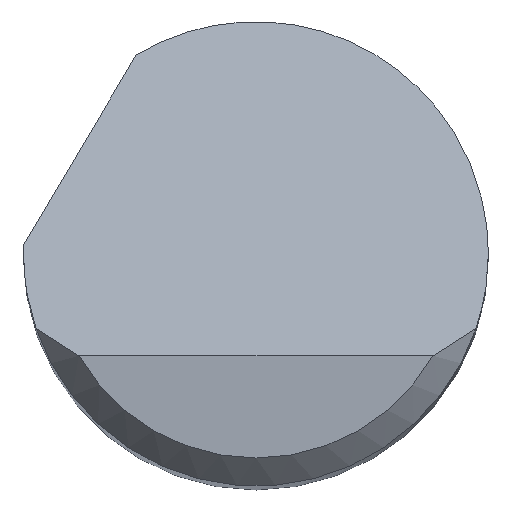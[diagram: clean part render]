
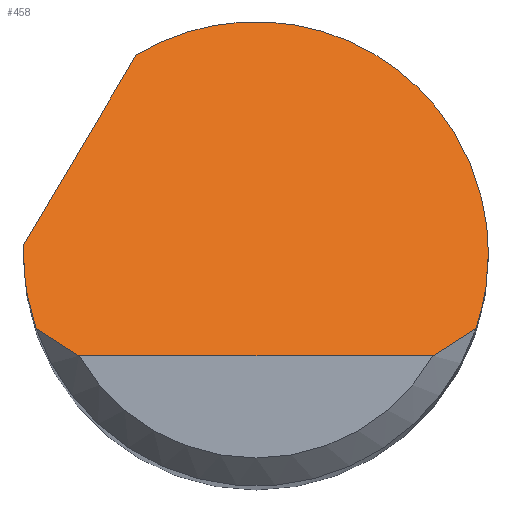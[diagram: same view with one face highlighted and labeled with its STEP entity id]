
A CAD part, top view. The second image highlights one B-rep face of the part: STEP entity #458.
In plain terms, the highlighted planar face has unit normal (0, 0.707, 0.707).
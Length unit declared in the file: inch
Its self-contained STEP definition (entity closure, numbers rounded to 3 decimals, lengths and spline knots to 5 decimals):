
#1 = CARTESIAN_POINT ( 'NONE',  ( -0.12279, -0.02708, 1.97208 ) ) ;
#7 = EDGE_CURVE ( 'NONE', #370, #736, #224, .T. ) ;
#21 = ORIENTED_EDGE ( 'NONE', *, *, #82, .T. ) ;
#25 = CARTESIAN_POINT ( 'NONE',  ( -0.09526, -0.055, 2. ) ) ;
#44 = CARTESIAN_POINT ( 'NONE',  ( 0.125, 0.10961, 1.83539 ) ) ;
#45 = ORIENTED_EDGE ( 'NONE', *, *, #737, .F. ) ;
#53 = CARTESIAN_POINT ( 'NONE',  ( -0.125, -0.055, 2. ) ) ;
#57 = CARTESIAN_POINT ( 'NONE',  ( 0.11107, -0.04528, 1.99028 ) ) ;
#68 = CARTESIAN_POINT ( 'NONE',  ( -0.15516, -0.04606, 1.99106 ) ) ;
#75 =( BOUNDED_CURVE ( )  B_SPLINE_CURVE ( 3, ( #876, #95, #44, #183 ),
 .UNSPECIFIED., .F., .F. ) 
 B_SPLINE_CURVE_WITH_KNOTS ( ( 4, 4 ),
 ( 5.74227, 7.85398 ),
 .UNSPECIFIED. ) 
 CURVE ( )  GEOMETRIC_REPRESENTATION_ITEM ( )  RATIONAL_B_SPLINE_CURVE ( ( 1., 0.662, 0.662, 1. ) ) 
 REPRESENTATION_ITEM ( '' )  );
#82 = EDGE_CURVE ( 'NONE', #91, #736, #644, .T. ) ;
#91 = VERTEX_POINT ( 'NONE', #182 ) ;
#95 = CARTESIAN_POINT ( 'NONE',  ( 0.0296, 0.1636, 1.7814 ) ) ;
#105 = VERTEX_POINT ( 'NONE', #330 ) ;
#112 = CARTESIAN_POINT ( 'NONE',  ( 0.11843, -0.04, 1.985 ) ) ;
#123 = CARTESIAN_POINT ( 'NONE',  ( -0.125, 0., 1.945 ) ) ;
#157 = CARTESIAN_POINT ( 'NONE',  ( 0.125, 0., 1.945 ) ) ;
#182 = CARTESIAN_POINT ( 'NONE',  ( 0.09526, -0.055, 2. ) ) ;
#183 = CARTESIAN_POINT ( 'NONE',  ( 0.125, 0., 1.945 ) ) ;
#224 =( BOUNDED_CURVE ( )  B_SPLINE_CURVE ( 3, ( #462, #592, #527, #112 ),
 .UNSPECIFIED., .F., .F. ) 
 B_SPLINE_CURVE_WITH_KNOTS ( ( 4, 4 ),
 ( 1.5708, 1.89653 ),
 .UNSPECIFIED. ) 
 CURVE ( )  GEOMETRIC_REPRESENTATION_ITEM ( )  RATIONAL_B_SPLINE_CURVE ( ( 1., 0.991, 0.991, 1. ) ) 
 REPRESENTATION_ITEM ( '' )  );
#255 = CARTESIAN_POINT ( 'NONE',  ( -0.09526, -0.055, 2. ) ) ;
#266 = LINE ( 'NONE', #68, #270 ) ;
#270 = VECTOR ( 'NONE', #694, 39.37008 ) ;
#283 = EDGE_CURVE ( 'NONE', #898, #452, #314, .T. ) ;
#286 = AXIS2_PLACEMENT_3D ( 'NONE', #53, #534, #326 ) ;
#297 = VERTEX_POINT ( 'NONE', #504 ) ;
#314 = B_SPLINE_CURVE_WITH_KNOTS ( 'NONE', 3,
 ( #663, #447, #577, #25 ),
 .UNSPECIFIED., .F., .F.,
 ( 4, 4 ),
 ( 0., 0.0008 ),
 .UNSPECIFIED. ) ;
#320 = EDGE_CURVE ( 'NONE', #754, #370, #75, .T. ) ;
#326 = DIRECTION ( 'NONE',  ( 0., 0.707, -0.707 ) ) ;
#330 = CARTESIAN_POINT ( 'NONE',  ( -0.1249, 0.005, 1.94 ) ) ;
#365 = ORIENTED_EDGE ( 'NONE', *, *, #7, .F. ) ;
#370 = VERTEX_POINT ( 'NONE', #157 ) ;
#371 = CARTESIAN_POINT ( 'NONE',  ( 0., -0.055, 2. ) ) ;
#438 = VECTOR ( 'NONE', #587, 39.37008 ) ;
#446 =( BOUNDED_CURVE ( )  B_SPLINE_CURVE ( 3, ( #902, #1, #758, #123 ),
 .UNSPECIFIED., .F., .F. ) 
 B_SPLINE_CURVE_WITH_KNOTS ( ( 4, 4 ),
 ( 4.38666, 4.71239 ),
 .UNSPECIFIED. ) 
 CURVE ( )  GEOMETRIC_REPRESENTATION_ITEM ( )  RATIONAL_B_SPLINE_CURVE ( ( 1., 0.991, 0.991, 1. ) ) 
 REPRESENTATION_ITEM ( '' )  );
#447 = CARTESIAN_POINT ( 'NONE',  ( -0.11107, -0.04528, 1.99028 ) ) ;
#450 = CARTESIAN_POINT ( 'NONE',  ( 0.11843, -0.04, 1.985 ) ) ;
#452 = VERTEX_POINT ( 'NONE', #255 ) ;
#456 = CARTESIAN_POINT ( 'NONE',  ( 0.11843, -0.04, 1.985 ) ) ;
#458 = ADVANCED_FACE ( 'NONE', ( #748 ), #684, .F. ) ;
#462 = CARTESIAN_POINT ( 'NONE',  ( 0.125, 0., 1.945 ) ) ;
#489 = ORIENTED_EDGE ( 'NONE', *, *, #786, .F. ) ;
#504 = CARTESIAN_POINT ( 'NONE',  ( -0.125, 0., 1.945 ) ) ;
#506 = ORIENTED_EDGE ( 'NONE', *, *, #320, .F. ) ;
#527 = CARTESIAN_POINT ( 'NONE',  ( 0.12279, -0.02708, 1.97208 ) ) ;
#534 = DIRECTION ( 'NONE',  ( 0., -0.707, -0.707 ) ) ;
#536 = CARTESIAN_POINT ( 'NONE',  ( -0.12497, 0.00333, 1.94167 ) ) ;
#552 = EDGE_CURVE ( 'NONE', #105, #754, #266, .T. ) ;
#577 = CARTESIAN_POINT ( 'NONE',  ( -0.10339, -0.05031, 1.99531 ) ) ;
#581 = LINE ( 'NONE', #371, #438 ) ;
#587 = DIRECTION ( 'NONE',  ( 1., 0., 0. ) ) ;
#592 = CARTESIAN_POINT ( 'NONE',  ( 0.125, -0.01363, 1.95863 ) ) ;
#607 = CARTESIAN_POINT ( 'NONE',  ( -0.125, 0., 1.945 ) ) ;
#644 = B_SPLINE_CURVE_WITH_KNOTS ( 'NONE', 3,
 ( #766, #880, #57, #456 ),
 .UNSPECIFIED., .F., .F.,
 ( 4, 4 ),
 ( 0., 0.0008 ),
 .UNSPECIFIED. ) ;
#651 = CARTESIAN_POINT ( 'NONE',  ( -0.11843, -0.04, 1.985 ) ) ;
#663 = CARTESIAN_POINT ( 'NONE',  ( -0.11843, -0.04, 1.985 ) ) ;
#680 = ORIENTED_EDGE ( 'NONE', *, *, #552, .F. ) ;
#684 = PLANE ( 'NONE',  #286 ) ;
#694 = DIRECTION ( 'NONE',  ( 0.386, 0.652, -0.652 ) ) ;
#695 = EDGE_CURVE ( 'NONE', #452, #91, #581, .T. ) ;
#736 = VERTEX_POINT ( 'NONE', #450 ) ;
#737 = EDGE_CURVE ( 'NONE', #297, #105, #739, .T. ) ;
#739 =( BOUNDED_CURVE ( )  B_SPLINE_CURVE ( 3, ( #607, #879, #536, #742 ),
 .UNSPECIFIED., .F., .F. ) 
 B_SPLINE_CURVE_WITH_KNOTS ( ( 4, 4 ),
 ( 4.71239, 4.7524 ),
 .UNSPECIFIED. ) 
 CURVE ( )  GEOMETRIC_REPRESENTATION_ITEM ( )  RATIONAL_B_SPLINE_CURVE ( ( 1., 1., 1., 1. ) ) 
 REPRESENTATION_ITEM ( '' )  );
#742 = CARTESIAN_POINT ( 'NONE',  ( -0.1249, 0.005, 1.94 ) ) ;
#743 = ORIENTED_EDGE ( 'NONE', *, *, #695, .T. ) ;
#748 = FACE_OUTER_BOUND ( 'NONE', #882, .T. ) ;
#749 = ORIENTED_EDGE ( 'NONE', *, *, #283, .T. ) ;
#754 = VERTEX_POINT ( 'NONE', #895 ) ;
#758 = CARTESIAN_POINT ( 'NONE',  ( -0.125, -0.01363, 1.95863 ) ) ;
#766 = CARTESIAN_POINT ( 'NONE',  ( 0.09526, -0.055, 2. ) ) ;
#786 = EDGE_CURVE ( 'NONE', #898, #297, #446, .T. ) ;
#876 = CARTESIAN_POINT ( 'NONE',  ( -0.06437, 0.10715, 1.83785 ) ) ;
#879 = CARTESIAN_POINT ( 'NONE',  ( -0.125, 0.00167, 1.94333 ) ) ;
#880 = CARTESIAN_POINT ( 'NONE',  ( 0.10339, -0.05031, 1.99531 ) ) ;
#882 = EDGE_LOOP ( 'NONE', ( #743, #21, #365, #506, #680, #45, #489, #749 ) ) ;
#895 = CARTESIAN_POINT ( 'NONE',  ( -0.06437, 0.10715, 1.83785 ) ) ;
#898 = VERTEX_POINT ( 'NONE', #651 ) ;
#902 = CARTESIAN_POINT ( 'NONE',  ( -0.11843, -0.04, 1.985 ) ) ;
